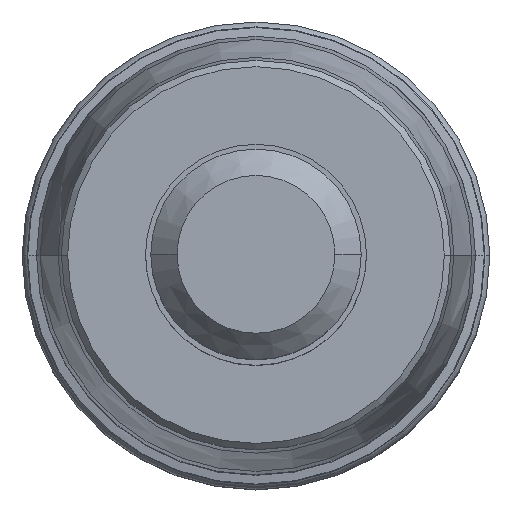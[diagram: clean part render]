
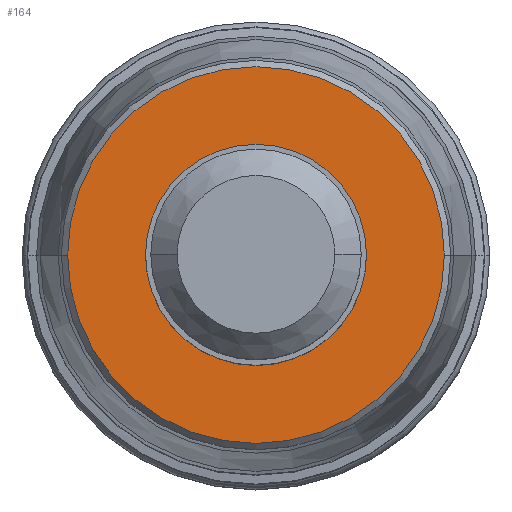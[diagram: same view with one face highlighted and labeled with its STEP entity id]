
A CAD part, top view. The second image highlights one B-rep face of the part: STEP entity #164.
In plain terms, the highlighted planar face has unit normal (0, 0, 1).
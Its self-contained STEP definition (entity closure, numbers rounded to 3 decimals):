
#28=PLANE('',#1443);
#33=FACE_BOUND('',#331,.T.);
#34=FACE_BOUND('',#332,.T.);
#164=ADVANCED_FACE('',(#33,#34),#28,.F.);
#331=EDGE_LOOP('',(#542,#543,#544,#545));
#332=EDGE_LOOP('',(#546,#547));
#542=ORIENTED_EDGE('',*,*,#906,.F.);
#543=ORIENTED_EDGE('',*,*,#907,.F.);
#544=ORIENTED_EDGE('',*,*,#905,.F.);
#545=ORIENTED_EDGE('',*,*,#904,.F.);
#546=ORIENTED_EDGE('',*,*,#908,.F.);
#547=ORIENTED_EDGE('',*,*,#909,.F.);
#764=VERTEX_POINT('',#3199);
#765=VERTEX_POINT('',#3201);
#766=VERTEX_POINT('',#3203);
#767=VERTEX_POINT('',#3207);
#768=VERTEX_POINT('',#3210);
#769=VERTEX_POINT('',#3211);
#904=EDGE_CURVE('',#765,#766,#1093,.T.);
#905=EDGE_CURVE('',#766,#764,#1094,.T.);
#906=EDGE_CURVE('',#767,#765,#1095,.T.);
#907=EDGE_CURVE('',#764,#767,#1096,.T.);
#908=EDGE_CURVE('',#768,#769,#1097,.T.);
#909=EDGE_CURVE('',#769,#768,#1098,.T.);
#1093=CIRCLE('',#1436,8.95);
#1094=CIRCLE('',#1437,8.95);
#1095=CIRCLE('',#1439,8.95);
#1096=CIRCLE('',#1440,8.95);
#1097=CIRCLE('',#1441,5.25);
#1098=CIRCLE('',#1442,5.25);
#1436=AXIS2_PLACEMENT_3D('',#3202,#1755,#1756);
#1437=AXIS2_PLACEMENT_3D('',#3204,#1757,#1758);
#1439=AXIS2_PLACEMENT_3D('',#3206,#1761,#1762);
#1440=AXIS2_PLACEMENT_3D('',#3208,#1763,#1764);
#1441=AXIS2_PLACEMENT_3D('',#3209,#1765,#1766);
#1442=AXIS2_PLACEMENT_3D('',#3212,#1767,#1768);
#1443=AXIS2_PLACEMENT_3D('',#3213,#1769,#1770);
#1755=DIRECTION('',(0.,0.,-1.));
#1756=DIRECTION('',(1.,0.,0.));
#1757=DIRECTION('',(0.,0.,-1.));
#1758=DIRECTION('',(0.,-1.,0.));
#1761=DIRECTION('',(0.,0.,-1.));
#1762=DIRECTION('',(0.,1.,0.));
#1763=DIRECTION('',(0.,0.,-1.));
#1764=DIRECTION('',(-1.,0.,0.));
#1765=DIRECTION('',(0.,0.,1.));
#1766=DIRECTION('',(1.,0.,0.));
#1767=DIRECTION('',(0.,0.,1.));
#1768=DIRECTION('',(-1.,0.,0.));
#1769=DIRECTION('',(0.,0.,-1.));
#1770=DIRECTION('',(-1.,0.,0.));
#3199=CARTESIAN_POINT('',(-8.95,0.,0.));
#3201=CARTESIAN_POINT('',(8.95,0.,0.));
#3202=CARTESIAN_POINT('',(0.,0.,0.));
#3203=CARTESIAN_POINT('',(0.,-8.95,0.));
#3204=CARTESIAN_POINT('',(0.,0.,0.));
#3206=CARTESIAN_POINT('',(0.,0.,0.));
#3207=CARTESIAN_POINT('',(0.,8.95,0.));
#3208=CARTESIAN_POINT('',(0.,0.,0.));
#3209=CARTESIAN_POINT('',(0.,0.,0.));
#3210=CARTESIAN_POINT('',(5.25,0.,0.));
#3211=CARTESIAN_POINT('',(-5.25,0.,0.));
#3212=CARTESIAN_POINT('',(0.,0.,0.));
#3213=CARTESIAN_POINT('',(0.,0.,0.));
